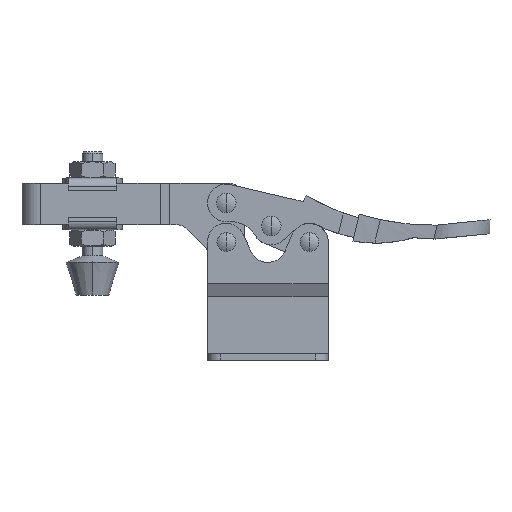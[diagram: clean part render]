
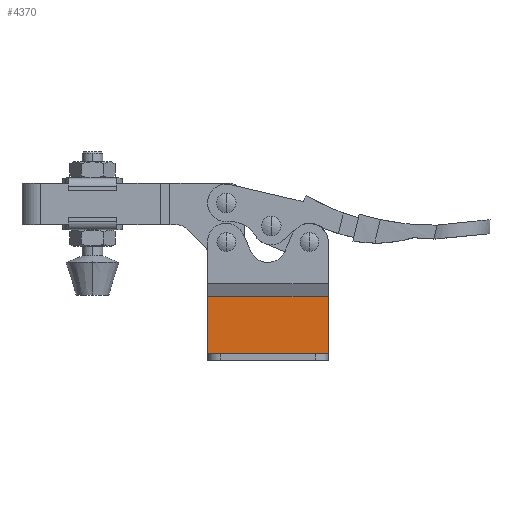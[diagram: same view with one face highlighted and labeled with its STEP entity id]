
A CAD part, top view. The second image highlights one B-rep face of the part: STEP entity #4370.
In plain terms, the highlighted planar face has unit normal (0, 0, 1).
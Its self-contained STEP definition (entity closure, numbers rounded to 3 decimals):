
#970 = LINE ( 'NONE', #9003, #8844 ) ;
#1013 = FACE_OUTER_BOUND ( 'NONE', #2193, .T. ) ;
#1175 = PLANE ( 'NONE',  #4683 ) ;
#1232 = DIRECTION ( 'NONE',  ( -1., 0., 0. ) ) ;
#1460 = VECTOR ( 'NONE', #5614, 1000. ) ;
#1719 = EDGE_CURVE ( 'NONE', #6548, #6379, #5201, .T. ) ;
#1853 = LINE ( 'NONE', #2478, #4671 ) ;
#1970 = DIRECTION ( 'NONE',  ( 0., 1., 0. ) ) ;
#2143 = CARTESIAN_POINT ( 'NONE',  ( -37., -14.52, 0. ) ) ;
#2193 = EDGE_LOOP ( 'NONE', ( #7544, #3366, #4196, #7695 ) ) ;
#2478 = CARTESIAN_POINT ( 'NONE',  ( 0., 3., 0. ) ) ;
#2524 = DIRECTION ( 'NONE',  ( 0., -1., 0. ) ) ;
#2693 = EDGE_CURVE ( 'NONE', #9088, #6379, #4714, .T. ) ;
#3366 = ORIENTED_EDGE ( 'NONE', *, *, #1719, .F. ) ;
#3645 = VERTEX_POINT ( 'NONE', #8729 ) ;
#3706 = CARTESIAN_POINT ( 'NONE',  ( 0., -14.5, 0. ) ) ;
#3775 = EDGE_CURVE ( 'NONE', #3645, #6548, #970, .T. ) ;
#4196 = ORIENTED_EDGE ( 'NONE', *, *, #3775, .F. ) ;
#4370 = ADVANCED_FACE ( 'NONE', ( #1013 ), #1175, .F. ) ;
#4500 = DIRECTION ( 'NONE',  ( 0., -1., 0. ) ) ;
#4671 = VECTOR ( 'NONE', #1232, 1000. ) ;
#4683 = AXIS2_PLACEMENT_3D ( 'NONE', #3706, #8563, #1970 ) ;
#4714 = LINE ( 'NONE', #8221, #9779 ) ;
#5201 = LINE ( 'NONE', #5501, #1460 ) ;
#5501 = CARTESIAN_POINT ( 'NONE',  ( 0., -14.52, 0. ) ) ;
#5614 = DIRECTION ( 'NONE',  ( -1., 0., 0. ) ) ;
#6297 = EDGE_CURVE ( 'NONE', #3645, #9088, #1853, .T. ) ;
#6379 = VERTEX_POINT ( 'NONE', #2143 ) ;
#6548 = VERTEX_POINT ( 'NONE', #8496 ) ;
#7544 = ORIENTED_EDGE ( 'NONE', *, *, #2693, .T. ) ;
#7695 = ORIENTED_EDGE ( 'NONE', *, *, #6297, .T. ) ;
#7712 = CARTESIAN_POINT ( 'NONE',  ( -37., 3., 0. ) ) ;
#8221 = CARTESIAN_POINT ( 'NONE',  ( -37., -14.5, 0. ) ) ;
#8496 = CARTESIAN_POINT ( 'NONE',  ( 0., -14.52, 0. ) ) ;
#8563 = DIRECTION ( 'NONE',  ( 0., 0., -1. ) ) ;
#8729 = CARTESIAN_POINT ( 'NONE',  ( 0., 3., 0. ) ) ;
#8844 = VECTOR ( 'NONE', #2524, 1000. ) ;
#9003 = CARTESIAN_POINT ( 'NONE',  ( 0., -14.5, 0. ) ) ;
#9088 = VERTEX_POINT ( 'NONE', #7712 ) ;
#9779 = VECTOR ( 'NONE', #4500, 1000. ) ;
